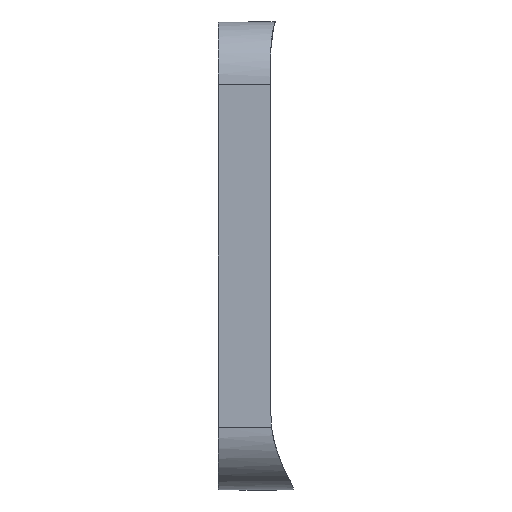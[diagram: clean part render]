
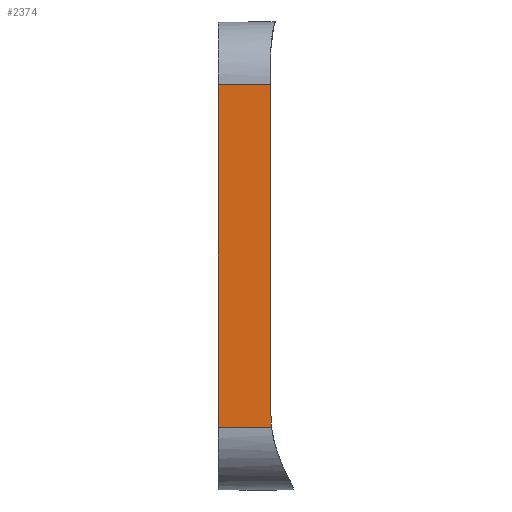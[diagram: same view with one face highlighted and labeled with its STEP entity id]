
A CAD part, left-side view. The second image highlights one B-rep face of the part: STEP entity #2374.
In plain terms, the highlighted planar face has unit normal (-1, 0, 0).
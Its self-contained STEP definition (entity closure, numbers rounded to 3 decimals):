
#180 = CARTESIAN_POINT ( 'NONE',  ( 0., -18., -6. ) ) ;
#195 = AXIS2_PLACEMENT_3D ( 'NONE', #476, #1746, #943 ) ;
#249 = CARTESIAN_POINT ( 'NONE',  ( 0., -5.082, -38.6 ) ) ;
#387 = LINE ( 'NONE', #2483, #3202 ) ;
#429 = VERTEX_POINT ( 'NONE', #2955 ) ;
#476 = CARTESIAN_POINT ( 'NONE',  ( 0., -18., -6. ) ) ;
#521 = CARTESIAN_POINT ( 'NONE',  ( 0., -5., -6. ) ) ;
#523 = EDGE_CURVE ( 'NONE', #2662, #2465, #387, .T. ) ;
#533 = DIRECTION ( 'NONE',  ( 0., 0., -1. ) ) ;
#686 = LINE ( 'NONE', #2837, #1616 ) ;
#774 = LINE ( 'NONE', #1644, #2562 ) ;
#780 = CARTESIAN_POINT ( 'NONE',  ( 0., 0., -38.6 ) ) ;
#940 = EDGE_CURVE ( 'NONE', #2465, #1039, #774, .T. ) ;
#943 = DIRECTION ( 'NONE',  ( 0., 0., 1. ) ) ;
#1012 = EDGE_CURVE ( 'NONE', #2083, #2662, #3198, .T. ) ;
#1039 = VERTEX_POINT ( 'NONE', #249 ) ;
#1135 = EDGE_CURVE ( 'NONE', #2083, #429, #686, .T. ) ;
#1458 = ORIENTED_EDGE ( 'NONE', *, *, #1012, .T. ) ;
#1512 = PLANE ( 'NONE',  #195 ) ;
#1616 = VECTOR ( 'NONE', #533, 1000. ) ;
#1644 = CARTESIAN_POINT ( 'NONE',  ( 0., -18., -38.6 ) ) ;
#1705 = B_SPLINE_CURVE_WITH_KNOTS ( 'NONE', 3,
 ( #2345, #2635, #2388, #3154 ),
 .UNSPECIFIED., .F., .F.,
 ( 4, 4 ),
 ( 0., 1. ),
 .UNSPECIFIED. ) ;
#1746 = DIRECTION ( 'NONE',  ( -1., 0., 0. ) ) ;
#1921 = DIRECTION ( 'NONE',  ( 0., -1., 0. ) ) ;
#2083 = VERTEX_POINT ( 'NONE', #521 ) ;
#2157 = CARTESIAN_POINT ( 'NONE',  ( 0., 0., -6. ) ) ;
#2196 = DIRECTION ( 'NONE',  ( 0., 1., 0. ) ) ;
#2199 = VECTOR ( 'NONE', #2196, 1000. ) ;
#2254 = ORIENTED_EDGE ( 'NONE', *, *, #940, .T. ) ;
#2320 = ORIENTED_EDGE ( 'NONE', *, *, #523, .T. ) ;
#2342 = ORIENTED_EDGE ( 'NONE', *, *, #2596, .T. ) ;
#2345 = CARTESIAN_POINT ( 'NONE',  ( 0., -5.082, -38.6 ) ) ;
#2374 = ADVANCED_FACE ( 'NONE', ( #3260 ), #1512, .T. ) ;
#2388 = CARTESIAN_POINT ( 'NONE',  ( 0., -5., -37.702 ) ) ;
#2460 = DIRECTION ( 'NONE',  ( 0., 0., -1. ) ) ;
#2465 = VERTEX_POINT ( 'NONE', #780 ) ;
#2483 = CARTESIAN_POINT ( 'NONE',  ( 0., 0., -6. ) ) ;
#2562 = VECTOR ( 'NONE', #1921, 1000. ) ;
#2596 = EDGE_CURVE ( 'NONE', #1039, #429, #1705, .T. ) ;
#2635 = CARTESIAN_POINT ( 'NONE',  ( 0., -5.028, -38.152 ) ) ;
#2662 = VERTEX_POINT ( 'NONE', #2157 ) ;
#2815 = EDGE_LOOP ( 'NONE', ( #3114, #1458, #2320, #2254, #2342 ) ) ;
#2837 = CARTESIAN_POINT ( 'NONE',  ( 0., -5., -20.452 ) ) ;
#2955 = CARTESIAN_POINT ( 'NONE',  ( 0., -5., -37.25 ) ) ;
#3114 = ORIENTED_EDGE ( 'NONE', *, *, #1135, .F. ) ;
#3154 = CARTESIAN_POINT ( 'NONE',  ( 0., -5., -37.25 ) ) ;
#3198 = LINE ( 'NONE', #180, #2199 ) ;
#3202 = VECTOR ( 'NONE', #2460, 1000. ) ;
#3260 = FACE_OUTER_BOUND ( 'NONE', #2815, .T. ) ;
